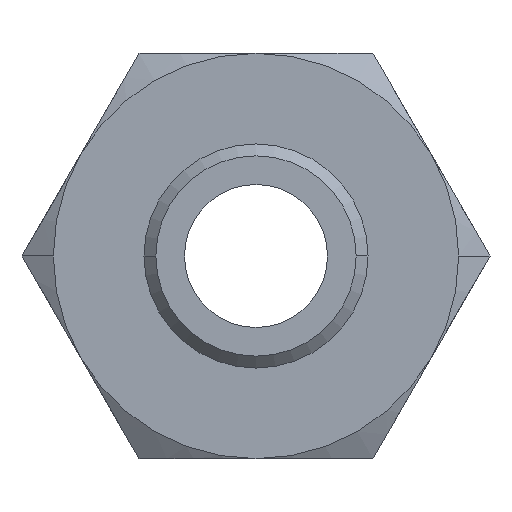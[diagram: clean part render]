
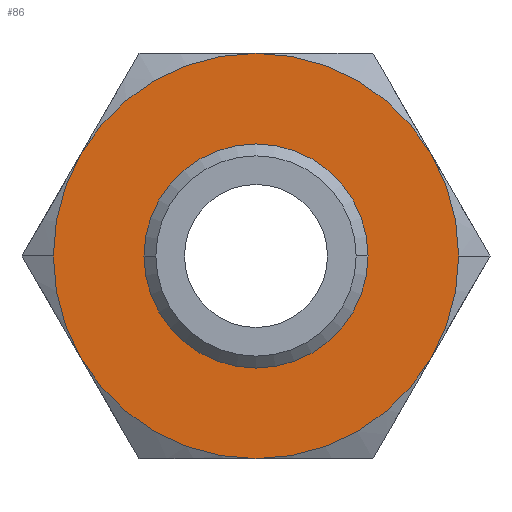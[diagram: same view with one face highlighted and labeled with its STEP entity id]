
A CAD part, front view. The second image highlights one B-rep face of the part: STEP entity #86.
In plain terms, the highlighted planar face has unit normal (0, -1, 0).
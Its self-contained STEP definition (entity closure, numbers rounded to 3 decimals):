
#86=ADVANCED_FACE('',(#191,#192),#193,.T.);
#191=FACE_OUTER_BOUND('',#316,.T.);
#192=FACE_BOUND('',#317,.T.);
#193=PLANE('',#318);
#316=EDGE_LOOP('',(#493,#494,#495,#496,#497,#498,#499,#500));
#317=EDGE_LOOP('',(#501,#502));
#318=AXIS2_PLACEMENT_3D('',#503,#504,#505);
#493=ORIENTED_EDGE('',*,*,#717,.T.);
#494=ORIENTED_EDGE('',*,*,#764,.T.);
#495=ORIENTED_EDGE('',*,*,#765,.T.);
#496=ORIENTED_EDGE('',*,*,#737,.T.);
#497=ORIENTED_EDGE('',*,*,#748,.T.);
#498=ORIENTED_EDGE('',*,*,#766,.T.);
#499=ORIENTED_EDGE('',*,*,#767,.T.);
#500=ORIENTED_EDGE('',*,*,#768,.T.);
#501=ORIENTED_EDGE('',*,*,#769,.F.);
#502=ORIENTED_EDGE('',*,*,#770,.F.);
#503=CARTESIAN_POINT('',(-4.25,10.5,0.0));
#504=DIRECTION('',(0.,-1.0,0.0));
#505=DIRECTION('',(-1.0,0.,0.0));
#717=EDGE_CURVE('',#841,#839,#842,.T.);
#737=EDGE_CURVE('',#875,#873,#876,.T.);
#748=EDGE_CURVE('',#873,#890,#892,.T.);
#764=EDGE_CURVE('',#839,#914,#915,.T.);
#765=EDGE_CURVE('',#914,#875,#916,.T.);
#766=EDGE_CURVE('',#890,#861,#917,.T.);
#767=EDGE_CURVE('',#861,#918,#919,.T.);
#768=EDGE_CURVE('',#918,#841,#920,.T.);
#769=EDGE_CURVE('',#921,#922,#923,.T.);
#770=EDGE_CURVE('',#922,#921,#924,.T.);
#839=VERTEX_POINT('',#1005);
#841=VERTEX_POINT('',#1008);
#842=CIRCLE('',#1009,8.5);
#861=VERTEX_POINT('',#1043);
#873=VERTEX_POINT('',#1080);
#875=VERTEX_POINT('',#1093);
#876=CIRCLE('',#1094,8.5);
#890=VERTEX_POINT('',#1121);
#892=CIRCLE('',#1124,8.5);
#914=VERTEX_POINT('',#1161);
#915=CIRCLE('',#1162,8.5);
#916=CIRCLE('',#1163,8.5);
#917=CIRCLE('',#1164,8.5);
#918=VERTEX_POINT('',#1165);
#919=CIRCLE('',#1166,8.5);
#920=CIRCLE('',#1167,8.5);
#921=VERTEX_POINT('',#1168);
#922=VERTEX_POINT('',#1169);
#923=CIRCLE('',#1170,4.7);
#924=CIRCLE('',#1171,4.7);
#1005=CARTESIAN_POINT('',(-8.5,10.5,0.));
#1008=CARTESIAN_POINT('',(-7.361,10.5,4.25));
#1009=AXIS2_PLACEMENT_3D('',#1331,#1332,#1333);
#1043=CARTESIAN_POINT('',(7.361,10.5,4.25));
#1080=CARTESIAN_POINT('',(7.361,10.5,-4.25));
#1093=CARTESIAN_POINT('',(0.,10.5,-8.5));
#1094=AXIS2_PLACEMENT_3D('',#1353,#1354,#1355);
#1121=CARTESIAN_POINT('',(8.5,10.5,0.));
#1124=AXIS2_PLACEMENT_3D('',#1368,#1369,#1370);
#1161=CARTESIAN_POINT('',(-7.361,10.5,-4.25));
#1162=AXIS2_PLACEMENT_3D('',#1393,#1394,#1395);
#1163=AXIS2_PLACEMENT_3D('',#1396,#1397,#1398);
#1164=AXIS2_PLACEMENT_3D('',#1399,#1400,#1401);
#1165=CARTESIAN_POINT('',(0.,10.5,8.5));
#1166=AXIS2_PLACEMENT_3D('',#1402,#1403,#1404);
#1167=AXIS2_PLACEMENT_3D('',#1405,#1406,#1407);
#1168=CARTESIAN_POINT('',(-4.7,10.5,0.));
#1169=CARTESIAN_POINT('',(4.7,10.5,0.));
#1170=AXIS2_PLACEMENT_3D('',#1408,#1409,#1410);
#1171=AXIS2_PLACEMENT_3D('',#1411,#1412,#1413);
#1331=CARTESIAN_POINT('',(0.,10.5,0.0));
#1332=DIRECTION('',(0.,-1.0,0.0));
#1333=DIRECTION('',(-1.0,0.,0.0));
#1353=CARTESIAN_POINT('',(0.,10.5,0.0));
#1354=DIRECTION('',(0.,-1.0,0.0));
#1355=DIRECTION('',(-1.0,0.,0.0));
#1368=CARTESIAN_POINT('',(0.,10.5,0.0));
#1369=DIRECTION('',(0.,-1.0,0.0));
#1370=DIRECTION('',(-1.0,0.,0.0));
#1393=CARTESIAN_POINT('',(0.,10.5,0.0));
#1394=DIRECTION('',(0.,-1.0,0.0));
#1395=DIRECTION('',(-1.0,0.,0.0));
#1396=CARTESIAN_POINT('',(0.,10.5,0.0));
#1397=DIRECTION('',(0.,-1.0,0.0));
#1398=DIRECTION('',(-1.0,0.,0.0));
#1399=CARTESIAN_POINT('',(0.,10.5,0.0));
#1400=DIRECTION('',(0.,-1.0,0.0));
#1401=DIRECTION('',(-1.0,0.,0.0));
#1402=CARTESIAN_POINT('',(0.,10.5,0.0));
#1403=DIRECTION('',(0.,-1.0,0.0));
#1404=DIRECTION('',(-1.0,0.,0.0));
#1405=CARTESIAN_POINT('',(0.,10.5,0.0));
#1406=DIRECTION('',(0.,-1.0,0.0));
#1407=DIRECTION('',(-1.0,0.,0.0));
#1408=CARTESIAN_POINT('',(0.0,10.5,0.0));
#1409=DIRECTION('',(0.,-1.0,0.0));
#1410=DIRECTION('',(1.0,0.,0.0));
#1411=CARTESIAN_POINT('',(0.0,10.5,0.0));
#1412=DIRECTION('',(0.,-1.0,0.0));
#1413=DIRECTION('',(1.0,0.,0.0));
